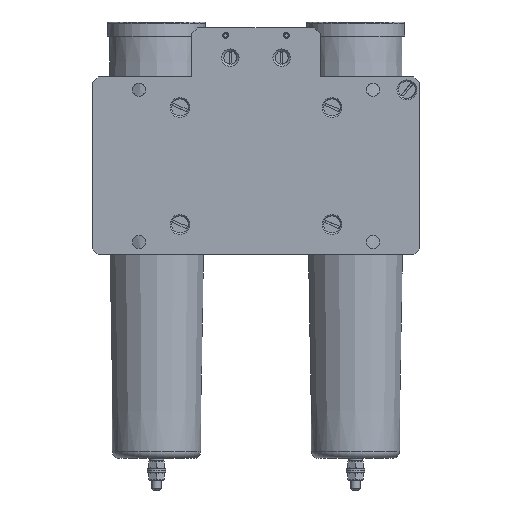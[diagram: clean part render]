
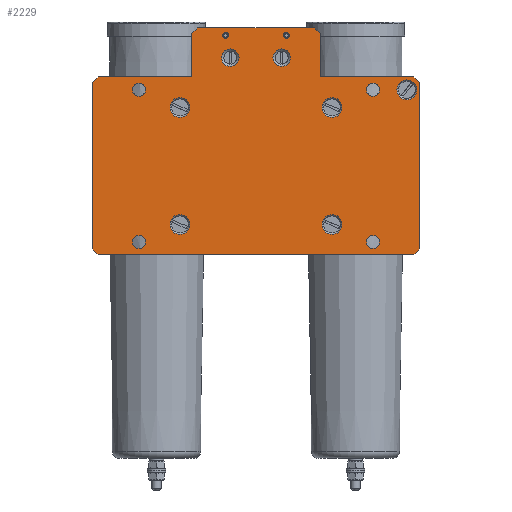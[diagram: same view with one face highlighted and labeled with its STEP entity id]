
A CAD part, front view. The second image highlights one B-rep face of the part: STEP entity #2229.
In plain terms, the highlighted planar face has unit normal (0, -1, 0).
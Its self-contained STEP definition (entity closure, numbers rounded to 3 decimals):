
#2229=ADVANCED_FACE('',(#6870,#6872,#6874,#6876,#6878,#6880,#6882,#6884,#6886,#6888,
#6890,#6892,#6894,#6896),#6898,.F.);
#6870=FACE_BOUND('',#6871,.T.);
#6871=EDGE_LOOP('',(#10835,#10836,#10837,#10838,#10839,#10840,#10841,#10842,#10843,
#10844,#10845,#10846,#10847,#10848));
#6872=FACE_BOUND('',#6873,.T.);
#6873=EDGE_LOOP('',(#10849));
#6874=FACE_BOUND('',#6875,.T.);
#6875=EDGE_LOOP('',(#10850));
#6876=FACE_BOUND('',#6877,.T.);
#6877=EDGE_LOOP('',(#10851));
#6878=FACE_BOUND('',#6879,.T.);
#6879=EDGE_LOOP('',(#10852));
#6880=FACE_BOUND('',#6881,.T.);
#6881=EDGE_LOOP('',(#10853));
#6882=FACE_BOUND('',#6883,.T.);
#6883=EDGE_LOOP('',(#10854));
#6884=FACE_BOUND('',#6885,.T.);
#6885=EDGE_LOOP('',(#10855));
#6886=FACE_BOUND('',#6887,.T.);
#6887=EDGE_LOOP('',(#10856));
#6888=FACE_BOUND('',#6889,.T.);
#6889=EDGE_LOOP('',(#10857));
#6890=FACE_BOUND('',#6891,.T.);
#6891=EDGE_LOOP('',(#10858));
#6892=FACE_BOUND('',#6893,.T.);
#6893=EDGE_LOOP('',(#10859));
#6894=FACE_BOUND('',#6895,.T.);
#6895=EDGE_LOOP('',(#10860));
#6896=FACE_BOUND('',#6897,.T.);
#6897=EDGE_LOOP('',(#10861));
#6898=PLANE('',#6899);
#6899=AXIS2_PLACEMENT_3D('',#6900,#6901,#6902);
#6900=CARTESIAN_POINT('',(0.,0.,0.));
#6901=DIRECTION('',(0.,1.,0.));
#6902=DIRECTION('',(1.,0.,0.));
#10835=ORIENTED_EDGE('',*,*,#13101,.F.);
#10836=ORIENTED_EDGE('',*,*,#13102,.F.);
#10837=ORIENTED_EDGE('',*,*,#13103,.F.);
#10838=ORIENTED_EDGE('',*,*,#13104,.F.);
#10839=ORIENTED_EDGE('',*,*,#13105,.F.);
#10840=ORIENTED_EDGE('',*,*,#13106,.F.);
#10841=ORIENTED_EDGE('',*,*,#13107,.F.);
#10842=ORIENTED_EDGE('',*,*,#13108,.F.);
#10843=ORIENTED_EDGE('',*,*,#13109,.F.);
#10844=ORIENTED_EDGE('',*,*,#13110,.F.);
#10845=ORIENTED_EDGE('',*,*,#13111,.F.);
#10846=ORIENTED_EDGE('',*,*,#13112,.F.);
#10847=ORIENTED_EDGE('',*,*,#13113,.F.);
#10848=ORIENTED_EDGE('',*,*,#13114,.F.);
#10849=ORIENTED_EDGE('',*,*,#13115,.T.);
#10850=ORIENTED_EDGE('',*,*,#13116,.T.);
#10851=ORIENTED_EDGE('',*,*,#13117,.T.);
#10852=ORIENTED_EDGE('',*,*,#13118,.T.);
#10853=ORIENTED_EDGE('',*,*,#13119,.T.);
#10854=ORIENTED_EDGE('',*,*,#13120,.T.);
#10855=ORIENTED_EDGE('',*,*,#13121,.T.);
#10856=ORIENTED_EDGE('',*,*,#13122,.T.);
#10857=ORIENTED_EDGE('',*,*,#13123,.T.);
#10858=ORIENTED_EDGE('',*,*,#13124,.T.);
#10859=ORIENTED_EDGE('',*,*,#13125,.T.);
#10860=ORIENTED_EDGE('',*,*,#13126,.T.);
#10861=ORIENTED_EDGE('',*,*,#13127,.T.);
#13101=EDGE_CURVE('',#14234,#14235,#14236,.T.);
#13102=EDGE_CURVE('',#14237,#14234,#14238,.T.);
#13103=EDGE_CURVE('',#14239,#14237,#14240,.T.);
#13104=EDGE_CURVE('',#14241,#14239,#14242,.T.);
#13105=EDGE_CURVE('',#14243,#14241,#14244,.T.);
#13106=EDGE_CURVE('',#14245,#14243,#14246,.T.);
#13107=EDGE_CURVE('',#14247,#14245,#14248,.T.);
#13108=EDGE_CURVE('',#14249,#14247,#14250,.T.);
#13109=EDGE_CURVE('',#14251,#14249,#14252,.T.);
#13110=EDGE_CURVE('',#14253,#14251,#14254,.T.);
#13111=EDGE_CURVE('',#14255,#14253,#14256,.T.);
#13112=EDGE_CURVE('',#14257,#14255,#14258,.T.);
#13113=EDGE_CURVE('',#14259,#14257,#14260,.T.);
#13114=EDGE_CURVE('',#14235,#14259,#14261,.T.);
#13115=EDGE_CURVE('',#14262,#14262,#14263,.T.);
#13116=EDGE_CURVE('',#14264,#14264,#14265,.T.);
#13117=EDGE_CURVE('',#14266,#14266,#14267,.T.);
#13118=EDGE_CURVE('',#14268,#14268,#14269,.T.);
#13119=EDGE_CURVE('',#14270,#14270,#14271,.T.);
#13120=EDGE_CURVE('',#14272,#14272,#14273,.T.);
#13121=EDGE_CURVE('',#14274,#14274,#14275,.T.);
#13122=EDGE_CURVE('',#14276,#14276,#14277,.T.);
#13123=EDGE_CURVE('',#14278,#14278,#14279,.T.);
#13124=EDGE_CURVE('',#14280,#14280,#14281,.T.);
#13125=EDGE_CURVE('',#14282,#14282,#14283,.T.);
#13126=EDGE_CURVE('',#14284,#14284,#14285,.T.);
#13127=EDGE_CURVE('',#14286,#14286,#14287,.T.);
#14234=VERTEX_POINT('',#16169);
#14235=VERTEX_POINT('',#16170);
#14236=LINE('',#16171,#16172);
#14237=VERTEX_POINT('',#16174);
#14238=LINE('',#16175,#16176);
#14239=VERTEX_POINT('',#16178);
#14240=LINE('',#16179,#16180);
#14241=VERTEX_POINT('',#16182);
#14242=LINE('',#16183,#16184);
#14243=VERTEX_POINT('',#16186);
#14244=LINE('',#16187,#16188);
#14245=VERTEX_POINT('',#16190);
#14246=LINE('',#16191,#16192);
#14247=VERTEX_POINT('',#16194);
#14248=LINE('',#16195,#16196);
#14249=VERTEX_POINT('',#16198);
#14250=LINE('',#16199,#16200);
#14251=VERTEX_POINT('',#16202);
#14252=LINE('',#16203,#16204);
#14253=VERTEX_POINT('',#16206);
#14254=LINE('',#16207,#16208);
#14255=VERTEX_POINT('',#16210);
#14256=LINE('',#16211,#16212);
#14257=VERTEX_POINT('',#16214);
#14258=LINE('',#16215,#16216);
#14259=VERTEX_POINT('',#16218);
#14260=LINE('',#16219,#16220);
#14261=LINE('',#16222,#16223);
#14262=VERTEX_POINT('',#16225);
#14263=CIRCLE('',#16226,7.5);
#14264=VERTEX_POINT('',#16230);
#14265=CIRCLE('',#16231,8.5);
#14266=VERTEX_POINT('',#16235);
#14267=CIRCLE('',#16236,8.5);
#14268=VERTEX_POINT('',#16240);
#14269=CIRCLE('',#16241,8.5);
#14270=VERTEX_POINT('',#16245);
#14271=CIRCLE('',#16246,2.07);
#14272=VERTEX_POINT('',#16250);
#14273=CIRCLE('',#16251,2.07);
#14274=VERTEX_POINT('',#16255);
#14275=CIRCLE('',#16256,5.5);
#14276=VERTEX_POINT('',#16260);
#14277=CIRCLE('',#16261,5.5);
#14278=VERTEX_POINT('',#16265);
#14279=CIRCLE('',#16266,5.5);
#14280=VERTEX_POINT('',#16270);
#14281=CIRCLE('',#16271,5.5);
#14282=VERTEX_POINT('',#16275);
#14283=CIRCLE('',#16276,8.5);
#14284=VERTEX_POINT('',#16280);
#14285=CIRCLE('',#16281,8.5);
#14286=VERTEX_POINT('',#16285);
#14287=CIRCLE('',#16286,7.5);
#16169=CARTESIAN_POINT('',(135.,0.,76.));
#16170=CARTESIAN_POINT('',(140.,0.,71.));
#16171=CARTESIAN_POINT('',(135.,0.,76.));
#16172=VECTOR('',#16173,1.);
#16173=DIRECTION('',(0.707,0.,-0.707));
#16174=CARTESIAN_POINT('',(55.,0.,76.));
#16175=CARTESIAN_POINT('',(55.,0.,76.));
#16176=VECTOR('',#16177,1.);
#16177=DIRECTION('',(1.,0.,0.));
#16178=CARTESIAN_POINT('',(55.,0.,113.));
#16179=CARTESIAN_POINT('',(55.,0.,113.));
#16180=VECTOR('',#16181,1.);
#16181=DIRECTION('',(0.,0.,-1.));
#16182=CARTESIAN_POINT('',(50.,0.,118.));
#16183=CARTESIAN_POINT('',(50.,0.,118.));
#16184=VECTOR('',#16185,1.);
#16185=DIRECTION('',(0.707,0.,-0.707));
#16186=CARTESIAN_POINT('',(-50.,0.,118.));
#16187=CARTESIAN_POINT('',(-50.,0.,118.));
#16188=VECTOR('',#16189,1.);
#16189=DIRECTION('',(1.,0.,0.));
#16190=CARTESIAN_POINT('',(-55.,0.,113.));
#16191=CARTESIAN_POINT('',(-55.,0.,113.));
#16192=VECTOR('',#16193,1.);
#16193=DIRECTION('',(0.707,0.,0.707));
#16194=CARTESIAN_POINT('',(-55.,0.,76.));
#16195=CARTESIAN_POINT('',(-55.,0.,76.));
#16196=VECTOR('',#16197,1.);
#16197=DIRECTION('',(0.,0.,1.));
#16198=CARTESIAN_POINT('',(-135.,0.,76.));
#16199=CARTESIAN_POINT('',(-135.,0.,76.));
#16200=VECTOR('',#16201,1.);
#16201=DIRECTION('',(1.,0.,0.));
#16202=CARTESIAN_POINT('',(-140.,0.,71.));
#16203=CARTESIAN_POINT('',(-140.,0.,71.));
#16204=VECTOR('',#16205,1.);
#16205=DIRECTION('',(0.707,0.,0.707));
#16206=CARTESIAN_POINT('',(-140.,0.,-71.));
#16207=CARTESIAN_POINT('',(-140.,0.,-71.));
#16208=VECTOR('',#16209,1.);
#16209=DIRECTION('',(0.,0.,1.));
#16210=CARTESIAN_POINT('',(-135.,0.,-76.));
#16211=CARTESIAN_POINT('',(-135.,0.,-76.));
#16212=VECTOR('',#16213,1.);
#16213=DIRECTION('',(-0.707,0.,0.707));
#16214=CARTESIAN_POINT('',(135.,0.,-76.));
#16215=CARTESIAN_POINT('',(135.,0.,-76.));
#16216=VECTOR('',#16217,1.);
#16217=DIRECTION('',(-1.,0.,0.));
#16218=CARTESIAN_POINT('',(140.,0.,-71.));
#16219=CARTESIAN_POINT('',(140.,0.,-71.));
#16220=VECTOR('',#16221,1.);
#16221=DIRECTION('',(-0.707,0.,-0.707));
#16222=CARTESIAN_POINT('',(140.,0.,71.));
#16223=VECTOR('',#16224,1.);
#16224=DIRECTION('',(0.,0.,-1.));
#16225=CARTESIAN_POINT('',(-14.5,0.,92.5));
#16226=AXIS2_PLACEMENT_3D('',#16227,#16228,#16229);
#16227=CARTESIAN_POINT('',(-22.,0.,92.5));
#16228=DIRECTION('',(0.,1.,0.));
#16229=DIRECTION('',(1.,0.,0.));
#16230=CARTESIAN_POINT('',(137.5,0.,65.));
#16231=AXIS2_PLACEMENT_3D('',#16232,#16233,#16234);
#16232=CARTESIAN_POINT('',(129.,0.,65.));
#16233=DIRECTION('',(0.,1.,0.));
#16234=DIRECTION('',(1.,0.,0.));
#16235=CARTESIAN_POINT('',(73.5,0.,50.));
#16236=AXIS2_PLACEMENT_3D('',#16237,#16238,#16239);
#16237=CARTESIAN_POINT('',(65.,0.,50.));
#16238=DIRECTION('',(0.,1.,0.));
#16239=DIRECTION('',(1.,0.,0.));
#16240=CARTESIAN_POINT('',(-56.5,0.,-50.));
#16241=AXIS2_PLACEMENT_3D('',#16242,#16243,#16244);
#16242=CARTESIAN_POINT('',(-65.,0.,-50.));
#16243=DIRECTION('',(0.,1.,0.));
#16244=DIRECTION('',(1.,0.,0.));
#16245=CARTESIAN_POINT('',(-23.93,0.,111.5));
#16246=AXIS2_PLACEMENT_3D('',#16247,#16248,#16249);
#16247=CARTESIAN_POINT('',(-26.,0.,111.5));
#16248=DIRECTION('',(0.,1.,0.));
#16249=DIRECTION('',(1.,0.,0.));
#16250=CARTESIAN_POINT('',(28.07,0.,111.5));
#16251=AXIS2_PLACEMENT_3D('',#16252,#16253,#16254);
#16252=CARTESIAN_POINT('',(26.,0.,111.5));
#16253=DIRECTION('',(0.,1.,0.));
#16254=DIRECTION('',(1.,0.,0.));
#16255=CARTESIAN_POINT('',(105.5,0.,-65.));
#16256=AXIS2_PLACEMENT_3D('',#16257,#16258,#16259);
#16257=CARTESIAN_POINT('',(100.,0.,-65.));
#16258=DIRECTION('',(0.,1.,0.));
#16259=DIRECTION('',(1.,0.,0.));
#16260=CARTESIAN_POINT('',(105.5,0.,65.));
#16261=AXIS2_PLACEMENT_3D('',#16262,#16263,#16264);
#16262=CARTESIAN_POINT('',(100.,0.,65.));
#16263=DIRECTION('',(0.,1.,0.));
#16264=DIRECTION('',(1.,0.,0.));
#16265=CARTESIAN_POINT('',(-94.5,0.,65.));
#16266=AXIS2_PLACEMENT_3D('',#16267,#16268,#16269);
#16267=CARTESIAN_POINT('',(-100.,0.,65.));
#16268=DIRECTION('',(0.,1.,0.));
#16269=DIRECTION('',(1.,0.,0.));
#16270=CARTESIAN_POINT('',(-94.5,0.,-65.));
#16271=AXIS2_PLACEMENT_3D('',#16272,#16273,#16274);
#16272=CARTESIAN_POINT('',(-100.,0.,-65.));
#16273=DIRECTION('',(0.,1.,0.));
#16274=DIRECTION('',(1.,0.,0.));
#16275=CARTESIAN_POINT('',(-56.5,0.,50.));
#16276=AXIS2_PLACEMENT_3D('',#16277,#16278,#16279);
#16277=CARTESIAN_POINT('',(-65.,0.,50.));
#16278=DIRECTION('',(0.,1.,0.));
#16279=DIRECTION('',(1.,0.,0.));
#16280=CARTESIAN_POINT('',(73.5,0.,-50.));
#16281=AXIS2_PLACEMENT_3D('',#16282,#16283,#16284);
#16282=CARTESIAN_POINT('',(65.,0.,-50.));
#16283=DIRECTION('',(0.,1.,0.));
#16284=DIRECTION('',(1.,0.,0.));
#16285=CARTESIAN_POINT('',(29.5,0.,92.5));
#16286=AXIS2_PLACEMENT_3D('',#16287,#16288,#16289);
#16287=CARTESIAN_POINT('',(22.,0.,92.5));
#16288=DIRECTION('',(0.,1.,0.));
#16289=DIRECTION('',(1.,0.,0.));
